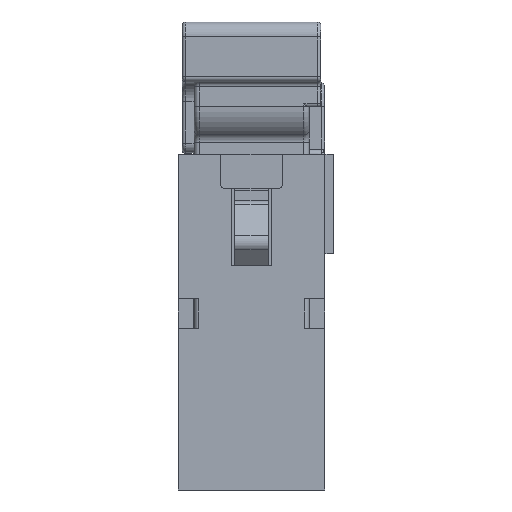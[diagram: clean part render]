
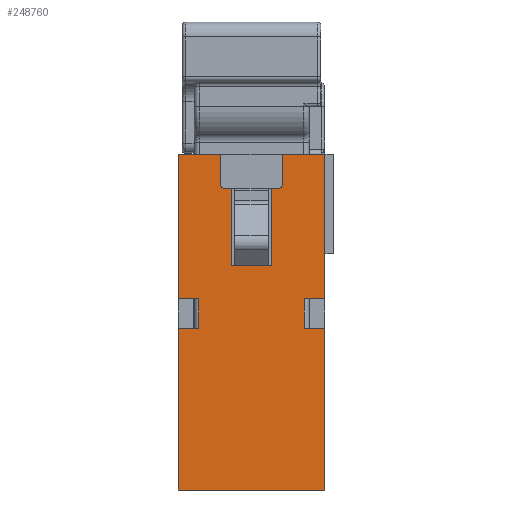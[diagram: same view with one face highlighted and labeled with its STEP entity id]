
A CAD part, front view. The second image highlights one B-rep face of the part: STEP entity #248760.
In plain terms, the highlighted face is planar.
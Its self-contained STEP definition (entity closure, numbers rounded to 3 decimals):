
#204320=CARTESIAN_POINT('',(75.775,51.6,1.7));
#204330=VERTEX_POINT('',#204320);
#204360=CARTESIAN_POINT('',(75.775,51.6,-8.822));
#204370=DIRECTION('',(0.,0.,-1.));
#204380=VECTOR('',#204370,1.);
#204390=LINE('',#204360,#204380);
#204400=CARTESIAN_POINT('',(75.775,51.6,-14.5));
#204410=VERTEX_POINT('',#204400);
#204420=EDGE_CURVE('',#204330,#204410,#204390,.T.);
#204640=CARTESIAN_POINT('',(75.775,51.6,-17.5));
#204650=VERTEX_POINT('',#204640);
#204680=CARTESIAN_POINT('',(75.775,51.6,-8.822));
#204690=DIRECTION('',(0.,0.,-1.));
#204700=VECTOR('',#204690,1.);
#204710=LINE('',#204680,#204700);
#204720=CARTESIAN_POINT('',(75.775,51.6,-32.));
#204730=VERTEX_POINT('',#204720);
#204740=EDGE_CURVE('',#204650,#204730,#204710,.T.);
#218970=CARTESIAN_POINT('',(75.775,58.95,-32.));
#218980=DIRECTION('',(0.,-1.,0.));
#218990=VECTOR('',#218980,1.);
#219000=LINE('',#218970,#218990);
#219010=CARTESIAN_POINT('',(75.775,55.85,-32.));
#219020=VERTEX_POINT('',#219010);
#219030=EDGE_CURVE('',#219020,#204730,#219000,.T.);
#219250=CARTESIAN_POINT('',(75.775,62.05,-32.));
#219260=VERTEX_POINT('',#219250);
#219290=CARTESIAN_POINT('',(75.775,66.3,-32.));
#219300=VERTEX_POINT('',#219290);
#219310=EDGE_CURVE('',#219300,#219260,#219000,.T.);
#220500=CARTESIAN_POINT('',(75.775,61.55,-28.5));
#220510=VERTEX_POINT('',#220500);
#220680=CARTESIAN_POINT('',(75.775,56.35,-28.5));
#220690=VERTEX_POINT('',#220680);
#220720=CARTESIAN_POINT('',(75.775,58.95,-28.5));
#220730=DIRECTION('',(0.,1.,0.));
#220740=VECTOR('',#220730,1.);
#220750=LINE('',#220720,#220740);
#220760=CARTESIAN_POINT('',(75.775,56.9,-28.5));
#220770=VERTEX_POINT('',#220760);
#220780=EDGE_CURVE('',#220690,#220770,#220750,.T.);
#221010=CARTESIAN_POINT('',(75.775,61.,-28.5));
#221020=VERTEX_POINT('',#221010);
#221050=EDGE_CURVE('',#221020,#220510,#220750,.T.);
#224870=CARTESIAN_POINT('',(75.775,66.3,-8.822));
#224880=DIRECTION('',(0.,0.,1.));
#224890=VECTOR('',#224880,1.);
#224900=LINE('',#224870,#224890);
#224910=CARTESIAN_POINT('',(75.775,66.3,-17.5));
#224920=VERTEX_POINT('',#224910);
#224930=EDGE_CURVE('',#219300,#224920,#224900,.T.);
#225150=CARTESIAN_POINT('',(75.775,66.3,-14.5));
#225160=VERTEX_POINT('',#225150);
#225190=CARTESIAN_POINT('',(75.775,66.3,-8.822));
#225200=DIRECTION('',(0.,0.,1.));
#225210=VECTOR('',#225200,1.);
#225220=LINE('',#225190,#225210);
#225230=CARTESIAN_POINT('',(75.775,66.3,1.7));
#225240=VERTEX_POINT('',#225230);
#225250=EDGE_CURVE('',#225160,#225240,#225220,.T.);
#232170=CARTESIAN_POINT('',(75.775,58.95,-17.5));
#232180=DIRECTION('',(0.,-1.,0.));
#232190=VECTOR('',#232180,1.);
#232200=LINE('',#232170,#232190);
#232210=CARTESIAN_POINT('',(75.775,64.25,-17.5));
#232220=VERTEX_POINT('',#232210);
#232230=EDGE_CURVE('',#224920,#232220,#232200,.T.);
#233470=CARTESIAN_POINT('',(75.775,58.95,1.7));
#233480=DIRECTION('',(0.,1.,0.));
#233490=VECTOR('',#233480,1.);
#233500=LINE('',#233470,#233490);
#233510=EDGE_CURVE('',#204330,#225240,#233500,.T.);
#239210=CARTESIAN_POINT('',(75.775,64.25,-14.5));
#239220=VERTEX_POINT('',#239210);
#239250=CARTESIAN_POINT('',(75.775,58.95,-14.5));
#239260=DIRECTION('',(0.,1.,0.));
#239270=VECTOR('',#239260,1.);
#239280=LINE('',#239250,#239270);
#239290=EDGE_CURVE('',#239220,#225160,#239280,.T.);
#240040=CARTESIAN_POINT('',(75.775,64.25,-8.822));
#240050=DIRECTION('',(0.,0.,1.));
#240060=VECTOR('',#240050,1.);
#240070=LINE('',#240040,#240060);
#240080=EDGE_CURVE('',#232220,#239220,#240070,.T.);
#247440=CARTESIAN_POINT('',(75.775,53.65,-17.5));
#247450=VERTEX_POINT('',#247440);
#247500=CARTESIAN_POINT('',(75.775,58.95,-17.5));
#247510=DIRECTION('',(0.,-1.,0.));
#247520=VECTOR('',#247510,1.);
#247530=LINE('',#247500,#247520);
#247540=EDGE_CURVE('',#247450,#204650,#247530,.T.);
#247900=CARTESIAN_POINT('',(75.775,51.65,2.353));
#247910=DIRECTION('',(-1.,-0.,0.));
#247920=DIRECTION('',(0.,-1.,0.));
#247930=AXIS2_PLACEMENT_3D('',#247900,#247910,#247920);
#247940=PLANE('',#247930);
#247950=ORIENTED_EDGE('',*,*,#247540,.T.);
#247960=CARTESIAN_POINT('',(75.775,53.65,-8.822));
#247970=DIRECTION('',(0.,0.,-1.));
#247980=VECTOR('',#247970,1.);
#247990=LINE('',#247960,#247980);
#248000=CARTESIAN_POINT('',(75.775,53.65,-14.5));
#248010=VERTEX_POINT('',#248000);
#248020=EDGE_CURVE('',#248010,#247450,#247990,.T.);
#248030=ORIENTED_EDGE('',*,*,#248020,.T.);
#248040=CARTESIAN_POINT('',(75.775,58.95,-14.5));
#248050=DIRECTION('',(0.,1.,0.));
#248060=VECTOR('',#248050,1.);
#248070=LINE('',#248040,#248060);
#248080=EDGE_CURVE('',#204410,#248010,#248070,.T.);
#248090=ORIENTED_EDGE('',*,*,#248080,.T.);
#248100=ORIENTED_EDGE('',*,*,#204420,.T.);
#248110=ORIENTED_EDGE('',*,*,#233510,.F.);
#248120=ORIENTED_EDGE('',*,*,#225250,.T.);
#248130=ORIENTED_EDGE('',*,*,#239290,.T.);
#248140=ORIENTED_EDGE('',*,*,#240080,.T.);
#248150=ORIENTED_EDGE('',*,*,#232230,.T.);
#248160=ORIENTED_EDGE('',*,*,#224930,.T.);
#248170=ORIENTED_EDGE('',*,*,#219310,.F.);
#248180=CARTESIAN_POINT('',(75.775,62.05,-8.822));
#248190=DIRECTION('',(0.,0.,-1.));
#248200=VECTOR('',#248190,1.);
#248210=LINE('',#248180,#248200);
#248220=CARTESIAN_POINT('',(75.775,62.05,-29.));
#248230=VERTEX_POINT('',#248220);
#248240=EDGE_CURVE('',#248230,#219260,#248210,.T.);
#248250=ORIENTED_EDGE('',*,*,#248240,.T.);
#248260=CARTESIAN_POINT('',(75.775,61.55,-29.));
#248270=DIRECTION('',(1.,0.,0.));
#248280=DIRECTION('',(0.,1.,0.));
#248290=AXIS2_PLACEMENT_3D('',#248260,#248270,#248280);
#248300=CIRCLE('',#248290,0.5);
#248310=EDGE_CURVE('',#248230,#220510,#248300,.T.);
#248320=ORIENTED_EDGE('',*,*,#248310,.F.);
#248330=ORIENTED_EDGE('',*,*,#221050,.T.);
#248340=CARTESIAN_POINT('',(75.775,61.,-8.822));
#248350=DIRECTION('',(0.,0.,1.));
#248360=VECTOR('',#248350,1.);
#248370=LINE('',#248340,#248360);
#248380=CARTESIAN_POINT('',(75.775,61.,-20.8));
#248390=VERTEX_POINT('',#248380);
#248400=EDGE_CURVE('',#221020,#248390,#248370,.T.);
#248410=ORIENTED_EDGE('',*,*,#248400,.F.);
#248420=CARTESIAN_POINT('',(75.775,58.95,-20.8));
#248430=DIRECTION('',(0.,1.,0.));
#248440=VECTOR('',#248430,1.);
#248450=LINE('',#248420,#248440);
#248460=CARTESIAN_POINT('',(75.775,56.9,-20.8));
#248470=VERTEX_POINT('',#248460);
#248480=EDGE_CURVE('',#248470,#248390,#248450,.T.);
#248490=ORIENTED_EDGE('',*,*,#248480,.T.);
#248500=CARTESIAN_POINT('',(75.775,56.9,-8.822));
#248510=DIRECTION('',(0.,0.,-1.));
#248520=VECTOR('',#248510,1.);
#248530=LINE('',#248500,#248520);
#248540=EDGE_CURVE('',#248470,#220770,#248530,.T.);
#248550=ORIENTED_EDGE('',*,*,#248540,.F.);
#248560=ORIENTED_EDGE('',*,*,#220780,.T.);
#248570=CARTESIAN_POINT('',(75.775,56.35,-29.));
#248580=DIRECTION('',(-1.,0.,0.));
#248590=DIRECTION('',(0.,-1.,0.));
#248600=AXIS2_PLACEMENT_3D('',#248570,#248580,#248590);
#248610=CIRCLE('',#248600,0.5);
#248620=CARTESIAN_POINT('',(75.775,55.85,-29.));
#248630=VERTEX_POINT('',#248620);
#248640=EDGE_CURVE('',#248630,#220690,#248610,.T.);
#248650=ORIENTED_EDGE('',*,*,#248640,.T.);
#248660=CARTESIAN_POINT('',(75.775,55.85,-8.822));
#248670=DIRECTION('',(0.,0.,1.));
#248680=VECTOR('',#248670,1.);
#248690=LINE('',#248660,#248680);
#248700=EDGE_CURVE('',#219020,#248630,#248690,.T.);
#248710=ORIENTED_EDGE('',*,*,#248700,.T.);
#248720=ORIENTED_EDGE('',*,*,#219030,.F.);
#248730=ORIENTED_EDGE('',*,*,#204740,.T.);
#248740=EDGE_LOOP('',(#248730,#248720,#248710,#248650,#248560,#248550,
#248490,#248410,#248330,#248320,#248250,#248170,#248160,#248150,#248140,
#248130,#248120,#248110,#248100,#248090,#248030,#247950));
#248750=FACE_OUTER_BOUND('',#248740,.T.);
#248760=ADVANCED_FACE('',(#248750),#247940,.F.);
